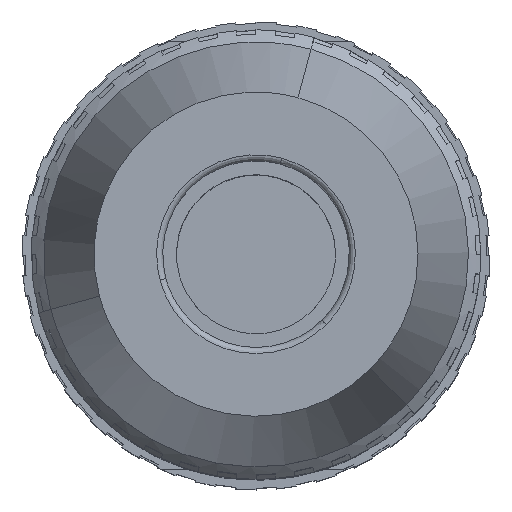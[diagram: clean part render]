
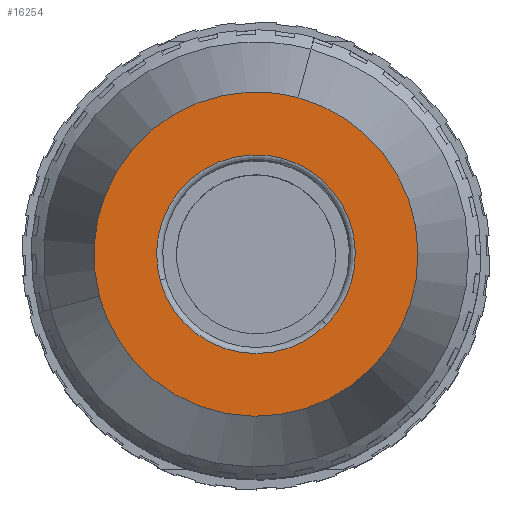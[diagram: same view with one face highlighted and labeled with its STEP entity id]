
A CAD part, top view. The second image highlights one B-rep face of the part: STEP entity #16254.
In plain terms, the highlighted planar face has unit normal (0, 0, 1).
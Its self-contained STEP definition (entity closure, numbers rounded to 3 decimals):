
#16185=AXIS2_PLACEMENT_3D('Plane Axis2P3D',#16182,#16183,#16184) ;
#16117=CARTESIAN_POINT('Vertex',(9.022,12.769,46.75)) ;
#16121=CARTESIAN_POINT('Control Point',(9.022,12.769,46.75)) ;
#16122=CARTESIAN_POINT('Control Point',(17.889,10.394,46.75)) ;
#16123=CARTESIAN_POINT('Control Point',(11.398,3.903,46.75)) ;
#16124=CARTESIAN_POINT('Vertex',(11.398,3.903,46.75)) ;
#16148=CARTESIAN_POINT('Vertex',(2.531,6.278,46.75)) ;
#16152=CARTESIAN_POINT('Control Point',(11.398,3.903,46.75)) ;
#16153=CARTESIAN_POINT('Control Point',(4.907,-2.589,46.75)) ;
#16154=CARTESIAN_POINT('Control Point',(2.531,6.278,46.75)) ;
#16171=CARTESIAN_POINT('Control Point',(2.531,6.278,46.75)) ;
#16172=CARTESIAN_POINT('Control Point',(0.154,15.145,46.75)) ;
#16173=CARTESIAN_POINT('Control Point',(9.022,12.769,46.75)) ;
#16182=CARTESIAN_POINT('Axis2P3D Location',(1.82,13.48,46.75)) ;
#16193=CARTESIAN_POINT('Control Point',(9.948,5.352,46.75)) ;
#16194=CARTESIAN_POINT('Control Point',(9.676,5.08,46.75)) ;
#16195=CARTESIAN_POINT('Control Point',(9.345,4.829,46.75)) ;
#16196=CARTESIAN_POINT('Control Point',(8.954,4.621,46.75)) ;
#16197=CARTESIAN_POINT('Control Point',(8.106,4.354,46.75)) ;
#16198=CARTESIAN_POINT('Control Point',(7.178,4.388,46.75)) ;
#16199=CARTESIAN_POINT('Control Point',(6.734,4.483,46.75)) ;
#16200=CARTESIAN_POINT('Control Point',(5.877,4.834,46.75)) ;
#16201=CARTESIAN_POINT('Control Point',(5.21,5.432,46.75)) ;
#16202=CARTESIAN_POINT('Control Point',(4.938,5.785,46.75)) ;
#16203=CARTESIAN_POINT('Control Point',(4.706,6.213,46.75)) ;
#16204=CARTESIAN_POINT('Control Point',(4.561,6.638,46.75)) ;
#16205=CARTESIAN_POINT('Control Point',(4.543,6.695,46.75)) ;
#16206=CARTESIAN_POINT('Control Point',(4.526,6.752,46.75)) ;
#16207=CARTESIAN_POINT('Control Point',(4.511,6.809,46.75)) ;
#16208=CARTESIAN_POINT('Vertex',(9.948,5.352,46.75)) ;
#16210=CARTESIAN_POINT('Vertex',(4.511,6.809,46.75)) ;
#16214=CARTESIAN_POINT('Control Point',(4.511,6.809,46.75)) ;
#16215=CARTESIAN_POINT('Control Point',(4.411,7.181,46.75)) ;
#16216=CARTESIAN_POINT('Control Point',(4.36,7.593,46.75)) ;
#16217=CARTESIAN_POINT('Control Point',(4.375,8.035,46.75)) ;
#16218=CARTESIAN_POINT('Control Point',(4.567,8.903,46.75)) ;
#16219=CARTESIAN_POINT('Control Point',(5.061,9.69,46.75)) ;
#16220=CARTESIAN_POINT('Control Point',(5.365,10.026,46.75)) ;
#16221=CARTESIAN_POINT('Control Point',(6.097,10.593,46.75)) ;
#16222=CARTESIAN_POINT('Control Point',(6.949,10.872,46.75)) ;
#16223=CARTESIAN_POINT('Control Point',(7.391,10.932,46.75)) ;
#16224=CARTESIAN_POINT('Control Point',(7.877,10.918,46.75)) ;
#16225=CARTESIAN_POINT('Control Point',(8.319,10.831,46.75)) ;
#16226=CARTESIAN_POINT('Control Point',(8.377,10.818,46.75)) ;
#16227=CARTESIAN_POINT('Control Point',(8.434,10.804,46.75)) ;
#16228=CARTESIAN_POINT('Control Point',(8.491,10.789,46.75)) ;
#16229=CARTESIAN_POINT('Vertex',(8.491,10.789,46.75)) ;
#16233=CARTESIAN_POINT('Control Point',(8.491,10.789,46.75)) ;
#16234=CARTESIAN_POINT('Control Point',(8.863,10.69,46.75)) ;
#16235=CARTESIAN_POINT('Control Point',(9.245,10.528,46.75)) ;
#16236=CARTESIAN_POINT('Control Point',(9.621,10.293,46.75)) ;
#16237=CARTESIAN_POINT('Control Point',(10.276,9.693,46.75)) ;
#16238=CARTESIAN_POINT('Control Point',(10.711,8.872,46.75)) ;
#16239=CARTESIAN_POINT('Control Point',(10.85,8.44,46.75)) ;
#16240=CARTESIAN_POINT('Control Point',(10.975,7.523,46.75)) ;
#16241=CARTESIAN_POINT('Control Point',(10.791,6.646,46.75)) ;
#16242=CARTESIAN_POINT('Control Point',(10.622,6.234,46.75)) ;
#16243=CARTESIAN_POINT('Control Point',(10.366,5.819,46.75)) ;
#16244=CARTESIAN_POINT('Control Point',(10.071,5.48,46.75)) ;
#16245=CARTESIAN_POINT('Control Point',(10.03,5.436,46.75)) ;
#16246=CARTESIAN_POINT('Control Point',(9.99,5.393,46.75)) ;
#16247=CARTESIAN_POINT('Control Point',(9.948,5.352,46.75)) ;
#16183=DIRECTION('Axis2P3D Direction',(0.,0.,1.)) ;
#16184=DIRECTION('Axis2P3D XDirection',(0.,-1.,0.)) ;
#16188=ORIENTED_EDGE('',*,*,#16126,.T.) ;
#16189=ORIENTED_EDGE('',*,*,#16174,.T.) ;
#16190=ORIENTED_EDGE('',*,*,#16155,.T.) ;
#16250=ORIENTED_EDGE('',*,*,#16212,.T.) ;
#16251=ORIENTED_EDGE('',*,*,#16231,.T.) ;
#16252=ORIENTED_EDGE('',*,*,#16248,.T.) ;
#16253=FACE_BOUND('',#16249,.T.) ;
#16254=ADVANCED_FACE('R2',(#16191,#16253),#16186,.T.) ;
#16192=B_SPLINE_CURVE_WITH_KNOTS('',5,(#16193,#16194,#16195,#16196,#16197,#16198,#16199,#16200,#16201,#16202,#16203,#16204,#16205,#16206,#16207),.UNSPECIFIED.,.F.,.U.,(6,3,3,3,6),(0.,4.304,8.294,12.517,13.172),.UNSPECIFIED.) ;
#16213=B_SPLINE_CURVE_WITH_KNOTS('',5,(#16214,#16215,#16216,#16217,#16218,#16219,#16220,#16221,#16222,#16223,#16224,#16225,#16226,#16227,#16228),.UNSPECIFIED.,.F.,.U.,(6,3,3,3,6),(0.,4.304,8.294,12.517,13.172),.UNSPECIFIED.) ;
#16232=B_SPLINE_CURVE_WITH_KNOTS('',5,(#16233,#16234,#16235,#16236,#16237,#16238,#16239,#16240,#16241,#16242,#16243,#16244,#16245,#16246,#16247),.UNSPECIFIED.,.F.,.U.,(6,3,3,3,6),(0.,4.304,8.294,12.517,13.172),.UNSPECIFIED.) ;
#16126=EDGE_CURVE('',#16125,#16118,#16120,.F.) ;
#16155=EDGE_CURVE('',#16149,#16125,#16151,.F.) ;
#16174=EDGE_CURVE('',#16118,#16149,#16170,.F.) ;
#16212=EDGE_CURVE('',#16209,#16211,#16192,.T.) ;
#16231=EDGE_CURVE('',#16211,#16230,#16213,.T.) ;
#16248=EDGE_CURVE('',#16230,#16209,#16232,.T.) ;
#16187=EDGE_LOOP('',(#16188,#16189,#16190)) ;
#16249=EDGE_LOOP('',(#16250,#16251,#16252)) ;
#16191=FACE_OUTER_BOUND('',#16187,.T.) ;
#16186=PLANE('',#16185) ;
#16118=VERTEX_POINT('',#16117) ;
#16125=VERTEX_POINT('',#16124) ;
#16149=VERTEX_POINT('',#16148) ;
#16209=VERTEX_POINT('',#16208) ;
#16211=VERTEX_POINT('',#16210) ;
#16230=VERTEX_POINT('',#16229) ;
#16120=(BOUNDED_CURVE()B_SPLINE_CURVE(2,(#16121,#16122,#16123),.UNSPECIFIED.,.F.,.U.)B_SPLINE_CURVE_WITH_KNOTS((3,3),(42.435,63.653),.UNSPECIFIED.)CURVE()GEOMETRIC_REPRESENTATION_ITEM()RATIONAL_B_SPLINE_CURVE((1.,0.5,1.))REPRESENTATION_ITEM('')) ;
#16151=(BOUNDED_CURVE()B_SPLINE_CURVE(2,(#16152,#16153,#16154),.UNSPECIFIED.,.F.,.U.)B_SPLINE_CURVE_WITH_KNOTS((3,3),(0.,21.218),.UNSPECIFIED.)CURVE()GEOMETRIC_REPRESENTATION_ITEM()RATIONAL_B_SPLINE_CURVE((1.,0.5,1.))REPRESENTATION_ITEM('')) ;
#16170=(BOUNDED_CURVE()B_SPLINE_CURVE(2,(#16171,#16172,#16173),.UNSPECIFIED.,.F.,.U.)B_SPLINE_CURVE_WITH_KNOTS((3,3),(21.218,42.435),.UNSPECIFIED.)CURVE()GEOMETRIC_REPRESENTATION_ITEM()RATIONAL_B_SPLINE_CURVE((1.,0.5,1.))REPRESENTATION_ITEM('')) ;
